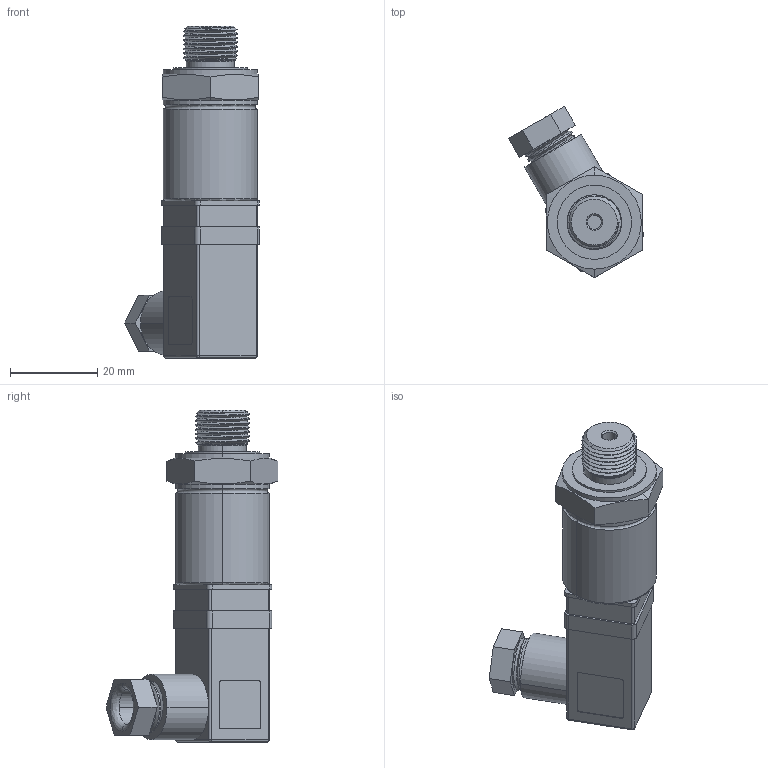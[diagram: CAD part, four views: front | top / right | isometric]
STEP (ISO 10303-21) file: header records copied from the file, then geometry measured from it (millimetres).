
FILE_DESCRIPTION (( 'STEP AP214' ), '1' );
FILE_NAME ('PPT-G-ST-D25-4-20-1-1 Ïðåîáð. äàâë. PPT10 0,5% 0-2,5Áàð 4-20ìÀ G1_4 Mini 4-pin.STEP', '2020-01-10T11:36:27', ( '' ), ( '' ), 'SwSTEP 2.0', 'SolidWorks 2017', '' );
FILE_SCHEMA (( 'AUTOMOTIVE_DESIGN' ));
Length unit declared in the file: millimetre
Products named in the file (1): PPT-G-ST-D25-4-20-1-1 Ïðåîáð. äàâë. PPT10 0,5% 0-2,5Áàð 4-20ìÀ G1_4 Mini 4-pin
Bounding box: 30.9 x 39.35 x 76 mm (x, y, z)
Volume: 23507.2 mm3; surface area: 8528.4 mm2
Topology: 4 solids, 4 shells, 203 faces, 489 edges, 302 vertices
Faces by surface type: plane 79, cylinder 77, bspline 24, cone 23
Entity records: 8415 total; most frequent: CARTESIAN_POINT 3835, ORIENTED_EDGE 966, DIRECTION 926, EDGE_CURVE 483, AXIS2_PLACEMENT_3D 357, VERTEX_POINT 302, EDGE_LOOP 219, LINE 212
